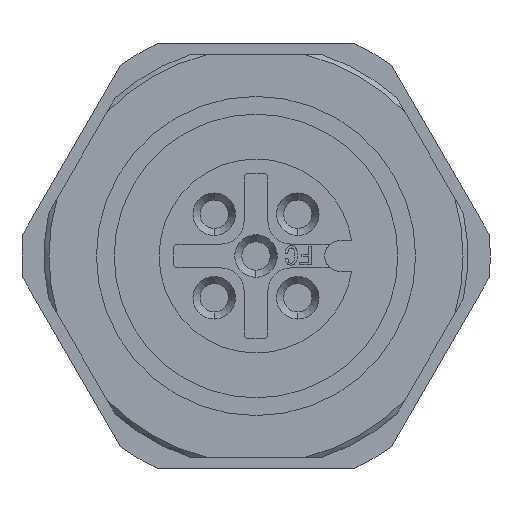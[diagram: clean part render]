
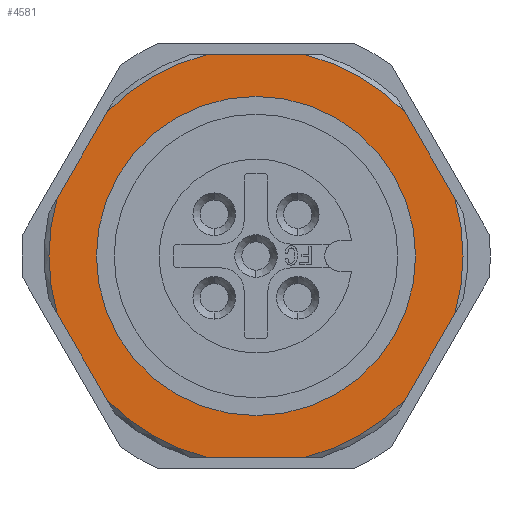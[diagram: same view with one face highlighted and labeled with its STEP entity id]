
A CAD part, left-side view. The second image highlights one B-rep face of the part: STEP entity #4581.
In plain terms, the highlighted planar face has unit normal (-1, 0, 0).
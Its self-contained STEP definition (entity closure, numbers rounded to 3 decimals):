
#121 = VERTEX_POINT ( 'NONE', #714 ) ;
#127 = VERTEX_POINT ( 'NONE', #678 ) ;
#264 = CARTESIAN_POINT ( 'NONE',  ( 8., -8.41, -2.433 ) ) ;
#312 = VERTEX_POINT ( 'NONE', #1100 ) ;
#346 = VERTEX_POINT ( 'NONE', #1275 ) ;
#579 = CIRCLE ( 'NONE', #2970, 8.755 ) ;
#588 = LINE ( 'NONE', #3801, #601 ) ;
#601 = VECTOR ( 'NONE', #3795, 1000. ) ;
#678 = CARTESIAN_POINT ( 'NONE',  ( 8., -2.098, 8.5 ) ) ;
#714 = CARTESIAN_POINT ( 'NONE',  ( 8., -2.098, -8.5 ) ) ;
#750 = DIRECTION ( 'NONE',  ( 0., 0.5, 0.866 ) ) ;
#755 = CARTESIAN_POINT ( 'NONE',  ( 8., 6.312, -6.067 ) ) ;
#759 = DIRECTION ( 'NONE',  ( 0., 0.5, -0.866 ) ) ;
#1014 = CARTESIAN_POINT ( 'NONE',  ( 8., -6.312, -6.067 ) ) ;
#1083 = VERTEX_POINT ( 'NONE', #1699 ) ;
#1100 = CARTESIAN_POINT ( 'NONE',  ( 8., 2.098, -8.5 ) ) ;
#1104 = VERTEX_POINT ( 'NONE', #1765 ) ;
#1124 = CIRCLE ( 'NONE', #2827, 8.755 ) ;
#1178 = CARTESIAN_POINT ( 'NONE',  ( 8., -6.312, 6.067 ) ) ;
#1202 = DIRECTION ( 'NONE',  ( 0., 0., 1. ) ) ;
#1205 = DIRECTION ( 'NONE',  ( -1., 0., 0. ) ) ;
#1210 = CARTESIAN_POINT ( 'NONE',  ( 8., 0., 0. ) ) ;
#1263 = CARTESIAN_POINT ( 'NONE',  ( 8., 0., -6.75 ) ) ;
#1275 = CARTESIAN_POINT ( 'NONE',  ( 8., -8.41, 2.433 ) ) ;
#1699 = CARTESIAN_POINT ( 'NONE',  ( 8., 6.312, 6.067 ) ) ;
#1730 = FACE_OUTER_BOUND ( 'NONE', #3201, .T. ) ;
#1737 = FACE_BOUND ( 'NONE', #6248, .T. ) ;
#1762 = DIRECTION ( 'NONE',  ( 0., 0., -1. ) ) ;
#1765 = CARTESIAN_POINT ( 'NONE',  ( 8., 0., 6.75 ) ) ;
#1776 = DIRECTION ( 'NONE',  ( 1., 0., 0. ) ) ;
#1785 = PLANE ( 'NONE',  #2730 ) ;
#1811 = AXIS2_PLACEMENT_3D ( 'NONE', #1210, #1205, #1202 ) ;
#1839 = CARTESIAN_POINT ( 'NONE',  ( 8., 0., -6.75 ) ) ;
#1918 = CIRCLE ( 'NONE', #3988, 6.75 ) ;
#1922 = VERTEX_POINT ( 'NONE', #2486 ) ;
#1943 = AXIS2_PLACEMENT_3D ( 'NONE', #2251, #2249, #2245 ) ;
#1976 = EDGE_CURVE ( 'NONE', #6467, #1104, #1918, .T. ) ;
#1978 = LINE ( 'NONE', #5235, #2410 ) ;
#2000 = VERTEX_POINT ( 'NONE', #2638 ) ;
#2162 = AXIS2_PLACEMENT_3D ( 'NONE', #3626, #3617, #3609 ) ;
#2245 = DIRECTION ( 'NONE',  ( 0., 0., -1. ) ) ;
#2249 = DIRECTION ( 'NONE',  ( 1., 0., 0. ) ) ;
#2251 = CARTESIAN_POINT ( 'NONE',  ( 8., 0., 0. ) ) ;
#2298 = AXIS2_PLACEMENT_3D ( 'NONE', #5282, #5275, #5266 ) ;
#2345 = LINE ( 'NONE', #6512, #2904 ) ;
#2378 = DIRECTION ( 'NONE',  ( 0., 0., -1. ) ) ;
#2387 = DIRECTION ( 'NONE',  ( 1., 0., 0. ) ) ;
#2410 = VECTOR ( 'NONE', #5535, 1000. ) ;
#2459 = CARTESIAN_POINT ( 'NONE',  ( 8., 0., 0. ) ) ;
#2486 = CARTESIAN_POINT ( 'NONE',  ( 8., 6.312, -6.067 ) ) ;
#2508 = DIRECTION ( 'NONE',  ( 0., 0., -1. ) ) ;
#2511 = CARTESIAN_POINT ( 'NONE',  ( 8., 0., -8.5 ) ) ;
#2517 = DIRECTION ( 'NONE',  ( 1., 0., 0. ) ) ;
#2518 = CARTESIAN_POINT ( 'NONE',  ( 8., 0., 0. ) ) ;
#2537 = DIRECTION ( 'NONE',  ( 0., 1., 0. ) ) ;
#2596 = CARTESIAN_POINT ( 'NONE',  ( 8., 0., 0. ) ) ;
#2603 = DIRECTION ( 'NONE',  ( -1., 0., 0. ) ) ;
#2609 = DIRECTION ( 'NONE',  ( 0., 0., 1. ) ) ;
#2638 = CARTESIAN_POINT ( 'NONE',  ( 8., 8.41, 2.433 ) ) ;
#2730 = AXIS2_PLACEMENT_3D ( 'NONE', #1839, #1776, #1762 ) ;
#2827 = AXIS2_PLACEMENT_3D ( 'NONE', #2518, #2517, #2508 ) ;
#2904 = VECTOR ( 'NONE', #759, 1000. ) ;
#2941 = VERTEX_POINT ( 'NONE', #3777 ) ;
#2970 = AXIS2_PLACEMENT_3D ( 'NONE', #3888, #3882, #3876 ) ;
#3201 = EDGE_LOOP ( 'NONE', ( #6395, #6528, #6513, #6482, #6468, #6331, #6275, #6264, #6253, #6076, #4795, #6191 ) ) ;
#3235 = AXIS2_PLACEMENT_3D ( 'NONE', #2459, #2387, #2378 ) ;
#3278 = LINE ( 'NONE', #2511, #3392 ) ;
#3283 = EDGE_CURVE ( 'NONE', #2000, #1083, #1978, .T. ) ;
#3369 = EDGE_CURVE ( 'NONE', #4900, #4777, #2345, .T. ) ;
#3392 = VECTOR ( 'NONE', #2537, 1000. ) ;
#3536 = EDGE_CURVE ( 'NONE', #3943, #127, #3880, .T. ) ;
#3558 = VECTOR ( 'NONE', #750, 1000. ) ;
#3609 = DIRECTION ( 'NONE',  ( 0., 1., 0. ) ) ;
#3617 = DIRECTION ( 'NONE',  ( 1., 0., 0. ) ) ;
#3626 = CARTESIAN_POINT ( 'NONE',  ( 8., 0., 0. ) ) ;
#3764 = EDGE_CURVE ( 'NONE', #2941, #2000, #6423, .T. ) ;
#3777 = CARTESIAN_POINT ( 'NONE',  ( 8., 8.41, -2.433 ) ) ;
#3795 = DIRECTION ( 'NONE',  ( 0., -0.5, -0.866 ) ) ;
#3801 = CARTESIAN_POINT ( 'NONE',  ( 8., -6.312, 6.067 ) ) ;
#3876 = DIRECTION ( 'NONE',  ( 0., 1., 0. ) ) ;
#3880 = LINE ( 'NONE', #6358, #5868 ) ;
#3882 = DIRECTION ( 'NONE',  ( 1., 0., 0. ) ) ;
#3888 = CARTESIAN_POINT ( 'NONE',  ( 8., 0., 0. ) ) ;
#3943 = VERTEX_POINT ( 'NONE', #5396 ) ;
#3988 = AXIS2_PLACEMENT_3D ( 'NONE', #2596, #2603, #2609 ) ;
#4183 = LINE ( 'NONE', #755, #3558 ) ;
#4215 = EDGE_CURVE ( 'NONE', #1083, #3943, #579, .T. ) ;
#4226 = EDGE_CURVE ( 'NONE', #5143, #346, #588, .T. ) ;
#4424 = EDGE_CURVE ( 'NONE', #312, #1922, #1124, .T. ) ;
#4576 = CIRCLE ( 'NONE', #2298, 8.755 ) ;
#4581 = ADVANCED_FACE ( 'NONE', ( #1730, #1737 ), #1785, .F. ) ;
#4777 = VERTEX_POINT ( 'NONE', #1014 ) ;
#4795 = ORIENTED_EDGE ( 'NONE', *, *, #4424, .F. ) ;
#4900 = VERTEX_POINT ( 'NONE', #264 ) ;
#5077 = EDGE_CURVE ( 'NONE', #121, #312, #3278, .T. ) ;
#5143 = VERTEX_POINT ( 'NONE', #1178 ) ;
#5235 = CARTESIAN_POINT ( 'NONE',  ( 8., 8.41, 2.433 ) ) ;
#5266 = DIRECTION ( 'NONE',  ( 0., 0., -1. ) ) ;
#5275 = DIRECTION ( 'NONE',  ( 1., 0., 0. ) ) ;
#5282 = CARTESIAN_POINT ( 'NONE',  ( 8., 0., 0. ) ) ;
#5297 = CIRCLE ( 'NONE', #2162, 8.755 ) ;
#5303 = ORIENTED_EDGE ( 'NONE', *, *, #1976, .F. ) ;
#5396 = CARTESIAN_POINT ( 'NONE',  ( 8., 2.098, 8.5 ) ) ;
#5407 = EDGE_CURVE ( 'NONE', #346, #4900, #4576, .T. ) ;
#5535 = DIRECTION ( 'NONE',  ( 0., -0.5, 0.866 ) ) ;
#5566 = EDGE_CURVE ( 'NONE', #4777, #121, #5297, .T. ) ;
#5741 = EDGE_CURVE ( 'NONE', #127, #5143, #5882, .T. ) ;
#5824 = ORIENTED_EDGE ( 'NONE', *, *, #5914, .F. ) ;
#5868 = VECTOR ( 'NONE', #6334, 1000. ) ;
#5882 = CIRCLE ( 'NONE', #1943, 8.755 ) ;
#5914 = EDGE_CURVE ( 'NONE', #1104, #6467, #6498, .T. ) ;
#5969 = EDGE_CURVE ( 'NONE', #1922, #2941, #4183, .T. ) ;
#6076 = ORIENTED_EDGE ( 'NONE', *, *, #5969, .F. ) ;
#6191 = ORIENTED_EDGE ( 'NONE', *, *, #5077, .F. ) ;
#6248 = EDGE_LOOP ( 'NONE', ( #5824, #5303 ) ) ;
#6253 = ORIENTED_EDGE ( 'NONE', *, *, #3764, .F. ) ;
#6264 = ORIENTED_EDGE ( 'NONE', *, *, #3283, .F. ) ;
#6275 = ORIENTED_EDGE ( 'NONE', *, *, #4215, .F. ) ;
#6331 = ORIENTED_EDGE ( 'NONE', *, *, #3536, .F. ) ;
#6334 = DIRECTION ( 'NONE',  ( 0., -1., 0. ) ) ;
#6358 = CARTESIAN_POINT ( 'NONE',  ( 8., 0., 8.5 ) ) ;
#6395 = ORIENTED_EDGE ( 'NONE', *, *, #5566, .F. ) ;
#6423 = CIRCLE ( 'NONE', #3235, 8.755 ) ;
#6467 = VERTEX_POINT ( 'NONE', #1263 ) ;
#6468 = ORIENTED_EDGE ( 'NONE', *, *, #5741, .F. ) ;
#6482 = ORIENTED_EDGE ( 'NONE', *, *, #4226, .F. ) ;
#6498 = CIRCLE ( 'NONE', #1811, 6.75 ) ;
#6512 = CARTESIAN_POINT ( 'NONE',  ( 8., -8.41, -2.433 ) ) ;
#6513 = ORIENTED_EDGE ( 'NONE', *, *, #5407, .F. ) ;
#6528 = ORIENTED_EDGE ( 'NONE', *, *, #3369, .F. ) ;
